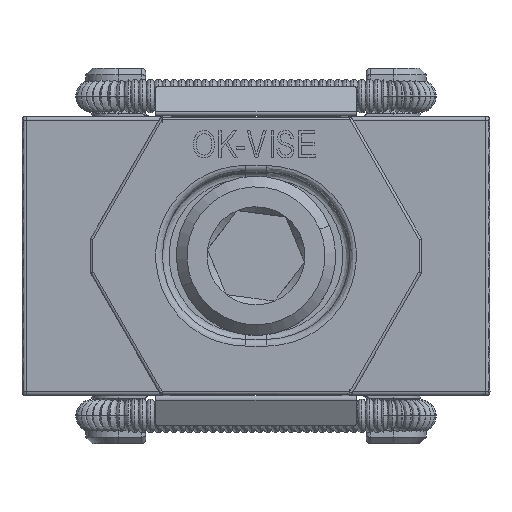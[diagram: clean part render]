
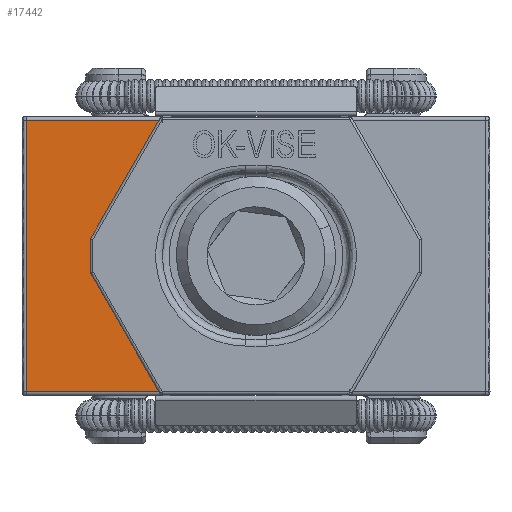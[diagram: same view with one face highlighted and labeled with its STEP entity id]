
A CAD part, top view. The second image highlights one B-rep face of the part: STEP entity #17442.
In plain terms, the highlighted planar face has unit normal (0, 0, 1).
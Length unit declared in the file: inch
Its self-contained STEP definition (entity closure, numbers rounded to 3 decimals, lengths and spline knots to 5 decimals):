
#5 = EDGE_CURVE ( 'NONE', #56664, #35627, #55119, .T. ) ;
#1780 = FACE_OUTER_BOUND ( 'NONE', #53378, .T. ) ;
#2760 = PLANE ( 'NONE',  #21033 ) ;
#3522 = DIRECTION ( 'NONE',  ( 0., 1., 0. ) ) ;
#3931 = CARTESIAN_POINT ( 'NONE',  ( -0.59252, 0., 0.57087 ) ) ;
#4281 = LINE ( 'NONE', #23977, #42196 ) ;
#4573 = DIRECTION ( 'NONE',  ( -0.5, -0.866, 0. ) ) ;
#4984 = VECTOR ( 'NONE', #3522, 39.37008 ) ;
#6544 = LINE ( 'NONE', #3931, #4984 ) ;
#7706 = DIRECTION ( 'NONE',  ( 0., 0., -1. ) ) ;
#8049 = ORIENTED_EDGE ( 'NONE', *, *, #25077, .F. ) ;
#8142 = ORIENTED_EDGE ( 'NONE', *, *, #18199, .F. ) ;
#8228 = CARTESIAN_POINT ( 'NONE',  ( 0.20152, -0.79921, 0.57087 ) ) ;
#8650 = VECTOR ( 'NONE', #60273, 39.37008 ) ;
#16017 = CARTESIAN_POINT ( 'NONE',  ( -0.19968, 0., 0.57087 ) ) ;
#17442 = ADVANCED_FACE ( 'NONE', ( #1780 ), #2760, .F. ) ;
#18058 = VERTEX_POINT ( 'NONE', #43468 ) ;
#18199 = EDGE_CURVE ( 'NONE', #35627, #18058, #34973, .T. ) ;
#19039 = ORIENTED_EDGE ( 'NONE', *, *, #21169, .F. ) ;
#19114 = VERTEX_POINT ( 'NONE', #8228 ) ;
#19488 = CARTESIAN_POINT ( 'NONE',  ( 0.20152, 0.79921, 0.57087 ) ) ;
#20350 = VECTOR ( 'NONE', #21610, 39.37008 ) ;
#21033 = AXIS2_PLACEMENT_3D ( 'NONE', #56976, #7706, #42289 ) ;
#21169 = EDGE_CURVE ( 'NONE', #61153, #56664, #23877, .T. ) ;
#21610 = DIRECTION ( 'NONE',  ( 1., 0., 0. ) ) ;
#23877 = LINE ( 'NONE', #48161, #48681 ) ;
#23977 = CARTESIAN_POINT ( 'NONE',  ( -0.19968, -0.10432, 0.57087 ) ) ;
#25077 = EDGE_CURVE ( 'NONE', #48389, #61153, #6544, .T. ) ;
#28455 = DIRECTION ( 'NONE',  ( 1., 0., 0. ) ) ;
#31125 = ORIENTED_EDGE ( 'NONE', *, *, #5, .F. ) ;
#34973 = LINE ( 'NONE', #16017, #8650 ) ;
#35627 = VERTEX_POINT ( 'NONE', #54363 ) ;
#37617 = ORIENTED_EDGE ( 'NONE', *, *, #47609, .F. ) ;
#41623 = CARTESIAN_POINT ( 'NONE',  ( -0.59252, -0.79922, 0.57087 ) ) ;
#42196 = VECTOR ( 'NONE', #58567, 39.37008 ) ;
#42289 = DIRECTION ( 'NONE',  ( -1., 0., 0. ) ) ;
#43468 = CARTESIAN_POINT ( 'NONE',  ( -0.19968, -0.10432, 0.57087 ) ) ;
#46408 = ORIENTED_EDGE ( 'NONE', *, *, #57809, .T. ) ;
#46713 = CARTESIAN_POINT ( 'NONE',  ( -0.1955, -0.79921, 0.57087 ) ) ;
#47609 = EDGE_CURVE ( 'NONE', #18058, #19114, #4281, .T. ) ;
#48161 = CARTESIAN_POINT ( 'NONE',  ( 0., 0.79921, 0.57087 ) ) ;
#48389 = VERTEX_POINT ( 'NONE', #41623 ) ;
#48681 = VECTOR ( 'NONE', #28455, 39.37008 ) ;
#53378 = EDGE_LOOP ( 'NONE', ( #31125, #19039, #8049, #46408, #37617, #8142 ) ) ;
#53556 = VECTOR ( 'NONE', #4573, 39.37008 ) ;
#54363 = CARTESIAN_POINT ( 'NONE',  ( -0.19968, 0.10432, 0.57087 ) ) ;
#55119 = LINE ( 'NONE', #19488, #53556 ) ;
#55279 = CARTESIAN_POINT ( 'NONE',  ( -0.59252, 0.79922, 0.57087 ) ) ;
#56664 = VERTEX_POINT ( 'NONE', #58752 ) ;
#56976 = CARTESIAN_POINT ( 'NONE',  ( 0., 0., 0.57087 ) ) ;
#57809 = EDGE_CURVE ( 'NONE', #48389, #19114, #58215, .T. ) ;
#58215 = LINE ( 'NONE', #46713, #20350 ) ;
#58567 = DIRECTION ( 'NONE',  ( 0.5, -0.866, 0. ) ) ;
#58752 = CARTESIAN_POINT ( 'NONE',  ( 0.20152, 0.79921, 0.57087 ) ) ;
#60273 = DIRECTION ( 'NONE',  ( 0., -1., 0. ) ) ;
#61153 = VERTEX_POINT ( 'NONE', #55279 ) ;
